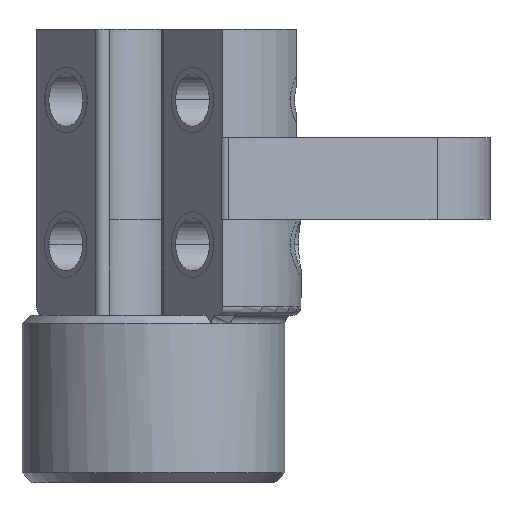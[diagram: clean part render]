
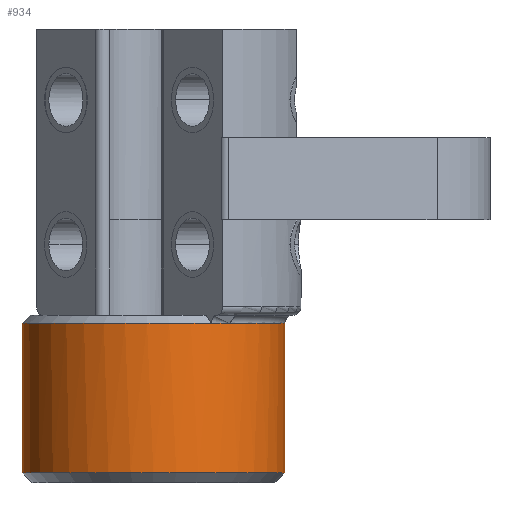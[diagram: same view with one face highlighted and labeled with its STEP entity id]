
A CAD part, left-side view. The second image highlights one B-rep face of the part: STEP entity #934.
In plain terms, the highlighted cylindrical face has radius 4 mm (diameter 8 mm), a partial arc.
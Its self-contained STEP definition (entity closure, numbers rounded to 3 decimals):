
#87=CARTESIAN_POINT('',(0.,0.,-10.45));
#88=DIRECTION('',(0.,0.,-1.));
#89=DIRECTION('',(0.,-1.,0.));
#90=AXIS2_PLACEMENT_3D('',#87,#88,#89);
#92=CARTESIAN_POINT('',(0.,0.,-5.9));
#93=DIRECTION('',(0.,0.,-1.));
#94=DIRECTION('',(-0.897,-0.442,0.));
#95=AXIS2_PLACEMENT_3D('',#92,#93,#94);
#97=CARTESIAN_POINT('',(0.,0.,-5.9));
#98=DIRECTION('',(0.,0.,1.));
#99=DIRECTION('',(-0.897,-0.442,0.));
#100=AXIS2_PLACEMENT_3D('',#97,#98,#99);
#645=DIRECTION('',(0.,0.,-1.));
#646=VECTOR('',#645,4.55);
#647=CARTESIAN_POINT('',(0.,-4.,-5.9));
#648=LINE('',#647,#646);
#659=DIRECTION('',(0.,0.,-1.));
#660=VECTOR('',#659,4.55);
#661=CARTESIAN_POINT('',(0.,4.,-5.9));
#662=LINE('',#661,#660);
#796=CARTESIAN_POINT('',(0.,4.,-10.45));
#797=CARTESIAN_POINT('',(0.,-4.,-10.45));
#798=VERTEX_POINT('',#796);
#799=VERTEX_POINT('',#797);
#800=CARTESIAN_POINT('',(0.,4.,-5.9));
#802=VERTEX_POINT('',#800);
#804=CARTESIAN_POINT('',(-3.587,-1.77,-5.9));
#805=VERTEX_POINT('',#804);
#806=CARTESIAN_POINT('',(0.,-4.,-5.9));
#807=VERTEX_POINT('',#806);
#918=CARTESIAN_POINT('',(0.,0.,-2.35));
#919=DIRECTION('',(0.,0.,-1.));
#920=DIRECTION('',(0.,-1.,0.));
#921=AXIS2_PLACEMENT_3D('',#918,#919,#920);
#922=CYLINDRICAL_SURFACE('',#921,4.);
#924=ORIENTED_EDGE('',*,*,#923,.T.);
#926=ORIENTED_EDGE('',*,*,#925,.F.);
#927=ORIENTED_EDGE('',*,*,#906,.F.);
#929=ORIENTED_EDGE('',*,*,#928,.T.);
#931=ORIENTED_EDGE('',*,*,#930,.T.);
#932=EDGE_LOOP('',(#924,#926,#927,#929,#931));
#933=FACE_OUTER_BOUND('',#932,.F.);
#934=ADVANCED_FACE('',(#933),#922,.T.);
#91=CIRCLE('',#90,4.);
#96=CIRCLE('',#95,4.);
#101=CIRCLE('',#100,4.);
#906=EDGE_CURVE('',#805,#802,#96,.T.);
#923=EDGE_CURVE('',#799,#798,#91,.T.);
#925=EDGE_CURVE('',#802,#798,#662,.T.);
#928=EDGE_CURVE('',#805,#807,#101,.T.);
#930=EDGE_CURVE('',#807,#799,#648,.T.);
